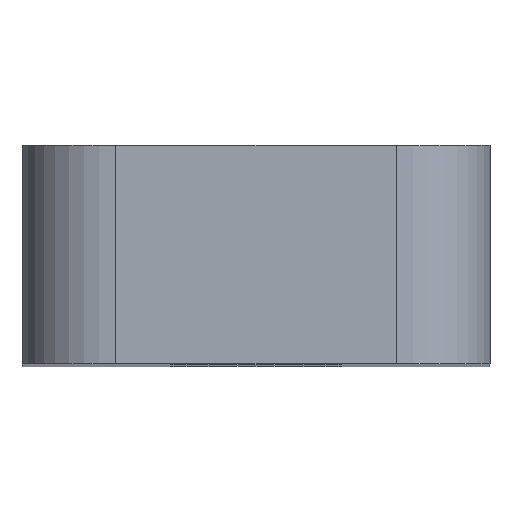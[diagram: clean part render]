
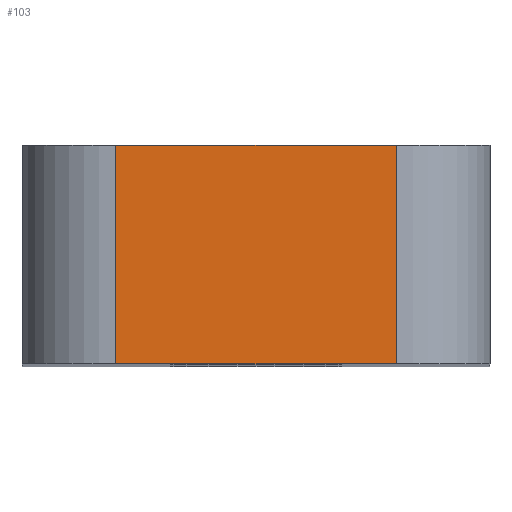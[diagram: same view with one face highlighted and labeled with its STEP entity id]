
A CAD part, top view. The second image highlights one B-rep face of the part: STEP entity #103.
In plain terms, the highlighted planar face has unit normal (0, 0, 1).
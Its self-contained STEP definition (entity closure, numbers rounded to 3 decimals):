
#2 = EDGE_CURVE ( 'NONE', #158, #132, #139, .T. ) ;
#30 = CARTESIAN_POINT ( 'NONE',  ( 12., 7., 3. ) ) ;
#41 = VERTEX_POINT ( 'NONE', #408 ) ;
#51 = VERTEX_POINT ( 'NONE', #181 ) ;
#57 = EDGE_CURVE ( 'NONE', #41, #51, #215, .T. ) ;
#103 = ADVANCED_FACE ( 'NONE', ( #220 ), #371, .F. ) ;
#132 = VERTEX_POINT ( 'NONE', #423 ) ;
#136 = AXIS2_PLACEMENT_3D ( 'NONE', #30, #146, #299 ) ;
#139 = LINE ( 'NONE', #141, #282 ) ;
#141 = CARTESIAN_POINT ( 'NONE',  ( 12., 0., 3. ) ) ;
#146 = DIRECTION ( 'NONE',  ( 0., 0., -1. ) ) ;
#158 = VERTEX_POINT ( 'NONE', #205 ) ;
#177 = DIRECTION ( 'NONE',  ( 1., 0., 0. ) ) ;
#181 = CARTESIAN_POINT ( 'NONE',  ( 12., 7., 3. ) ) ;
#189 = VECTOR ( 'NONE', #243, 1000. ) ;
#200 = CARTESIAN_POINT ( 'NONE',  ( 3., 7., 3. ) ) ;
#205 = CARTESIAN_POINT ( 'NONE',  ( 3., 0., 3. ) ) ;
#215 = LINE ( 'NONE', #405, #468 ) ;
#220 = FACE_OUTER_BOUND ( 'NONE', #489, .T. ) ;
#243 = DIRECTION ( 'NONE',  ( 0., -1., 0. ) ) ;
#249 = LINE ( 'NONE', #200, #189 ) ;
#266 = ORIENTED_EDGE ( 'NONE', *, *, #432, .T. ) ;
#282 = VECTOR ( 'NONE', #444, 1000. ) ;
#299 = DIRECTION ( 'NONE',  ( -1., 0., 0. ) ) ;
#315 = ORIENTED_EDGE ( 'NONE', *, *, #57, .F. ) ;
#317 = ORIENTED_EDGE ( 'NONE', *, *, #2, .T. ) ;
#322 = ORIENTED_EDGE ( 'NONE', *, *, #370, .F. ) ;
#370 = EDGE_CURVE ( 'NONE', #51, #132, #390, .T. ) ;
#371 = PLANE ( 'NONE',  #136 ) ;
#390 = LINE ( 'NONE', #422, #485 ) ;
#405 = CARTESIAN_POINT ( 'NONE',  ( 12., 7., 3. ) ) ;
#408 = CARTESIAN_POINT ( 'NONE',  ( 3., 7., 3. ) ) ;
#422 = CARTESIAN_POINT ( 'NONE',  ( 12., 7., 3. ) ) ;
#423 = CARTESIAN_POINT ( 'NONE',  ( 12., 0., 3. ) ) ;
#432 = EDGE_CURVE ( 'NONE', #41, #158, #249, .T. ) ;
#444 = DIRECTION ( 'NONE',  ( 1., 0., 0. ) ) ;
#463 = DIRECTION ( 'NONE',  ( 0., -1., 0. ) ) ;
#468 = VECTOR ( 'NONE', #177, 1000. ) ;
#485 = VECTOR ( 'NONE', #463, 1000. ) ;
#489 = EDGE_LOOP ( 'NONE', ( #317, #322, #315, #266 ) ) ;
